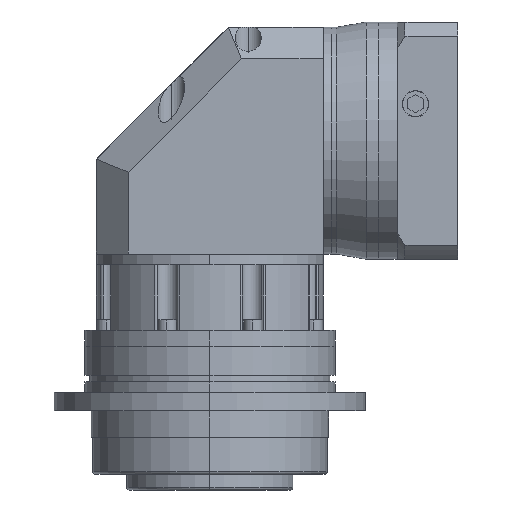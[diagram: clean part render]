
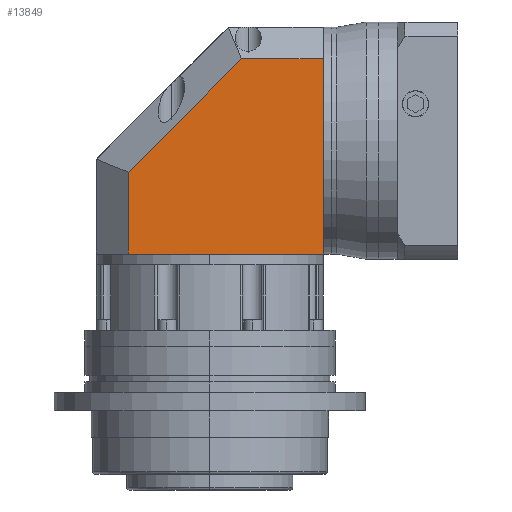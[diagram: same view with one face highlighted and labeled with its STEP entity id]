
A CAD part, left-side view. The second image highlights one B-rep face of the part: STEP entity #13849.
In plain terms, the highlighted planar face has unit normal (-1, 0, 0).
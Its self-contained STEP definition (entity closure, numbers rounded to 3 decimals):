
#15 = AXIS2_PLACEMENT_3D ( 'NONE', #12094, #7301, #115 ) ;
#115 = DIRECTION ( 'NONE',  ( 0., 0., -1. ) ) ;
#244 = EDGE_CURVE ( 'NONE', #15358, #7592, #9258, .T. ) ;
#288 = VERTEX_POINT ( 'NONE', #3118 ) ;
#595 = CARTESIAN_POINT ( 'NONE',  ( -43., -43., 74. ) ) ;
#659 = DIRECTION ( 'NONE',  ( 0., 0., -1. ) ) ;
#872 = EDGE_CURVE ( 'NONE', #5840, #15358, #4114, .T. ) ;
#890 = EDGE_CURVE ( 'NONE', #7592, #9834, #7326, .T. ) ;
#952 = VECTOR ( 'NONE', #10221, 1000. ) ;
#1171 = EDGE_CURVE ( 'NONE', #4564, #288, #9593, .T. ) ;
#2037 = CARTESIAN_POINT ( 'NONE',  ( -43., -43., 86. ) ) ;
#2075 = EDGE_CURVE ( 'NONE', #9834, #4564, #12841, .T. ) ;
#2289 = DIRECTION ( 'NONE',  ( 0., -1., 0. ) ) ;
#2931 = CARTESIAN_POINT ( 'NONE',  ( -43., -43., 43. ) ) ;
#3118 = CARTESIAN_POINT ( 'NONE',  ( -43., -43., 0. ) ) ;
#3383 = CARTESIAN_POINT ( 'NONE',  ( -43., 0., 0. ) ) ;
#3854 = ORIENTED_EDGE ( 'NONE', *, *, #244, .T. ) ;
#4114 = LINE ( 'NONE', #595, #952 ) ;
#4154 = VERTEX_POINT ( 'NONE', #2931 ) ;
#4302 = CARTESIAN_POINT ( 'NONE',  ( -43., -43., 86. ) ) ;
#4564 = VERTEX_POINT ( 'NONE', #3383 ) ;
#4610 = ORIENTED_EDGE ( 'NONE', *, *, #872, .T. ) ;
#5183 = CARTESIAN_POINT ( 'NONE',  ( -43., 31., 31.029 ) ) ;
#5413 = CARTESIAN_POINT ( 'NONE',  ( -43., 34.515, 27.515 ) ) ;
#5539 = LINE ( 'NONE', #4302, #14353 ) ;
#5840 = VERTEX_POINT ( 'NONE', #14592 ) ;
#5936 = ORIENTED_EDGE ( 'NONE', *, *, #2075, .T. ) ;
#6058 = VECTOR ( 'NONE', #6619, 1000. ) ;
#6619 = DIRECTION ( 'NONE',  ( 0., 0.707, -0.707 ) ) ;
#6633 = CARTESIAN_POINT ( 'NONE',  ( -43., 31., 86. ) ) ;
#7301 = DIRECTION ( 'NONE',  ( 1., 0., 0. ) ) ;
#7326 = LINE ( 'NONE', #6633, #7682 ) ;
#7592 = VERTEX_POINT ( 'NONE', #5183 ) ;
#7682 = VECTOR ( 'NONE', #659, 1000. ) ;
#7716 = ORIENTED_EDGE ( 'NONE', *, *, #890, .T. ) ;
#8656 = FACE_OUTER_BOUND ( 'NONE', #15014, .T. ) ;
#9231 = DIRECTION ( 'NONE',  ( 0., 0., -1. ) ) ;
#9258 = LINE ( 'NONE', #5413, #6058 ) ;
#9500 = CARTESIAN_POINT ( 'NONE',  ( -43., -11.971, 74. ) ) ;
#9593 = LINE ( 'NONE', #14825, #12388 ) ;
#9834 = VERTEX_POINT ( 'NONE', #10649 ) ;
#10221 = DIRECTION ( 'NONE',  ( 0., 1., 0. ) ) ;
#10320 = EDGE_CURVE ( 'NONE', #4154, #288, #5539, .T. ) ;
#10397 = ORIENTED_EDGE ( 'NONE', *, *, #13021, .F. ) ;
#10649 = CARTESIAN_POINT ( 'NONE',  ( -43., 31., 0. ) ) ;
#11521 = VECTOR ( 'NONE', #9231, 1000. ) ;
#12094 = CARTESIAN_POINT ( 'NONE',  ( -43., -43., 86. ) ) ;
#12388 = VECTOR ( 'NONE', #12482, 1000. ) ;
#12419 = VECTOR ( 'NONE', #2289, 1000. ) ;
#12482 = DIRECTION ( 'NONE',  ( 0., -1., 0. ) ) ;
#12753 = DIRECTION ( 'NONE',  ( 0., 0., -1. ) ) ;
#12841 = LINE ( 'NONE', #13086, #12419 ) ;
#13021 = EDGE_CURVE ( 'NONE', #5840, #4154, #14695, .T. ) ;
#13086 = CARTESIAN_POINT ( 'NONE',  ( -43., -43., 0. ) ) ;
#13257 = ORIENTED_EDGE ( 'NONE', *, *, #1171, .T. ) ;
#13849 = ADVANCED_FACE ( 'NONE', ( #8656 ), #14484, .F. ) ;
#14353 = VECTOR ( 'NONE', #12753, 1000. ) ;
#14484 = PLANE ( 'NONE',  #15 ) ;
#14592 = CARTESIAN_POINT ( 'NONE',  ( -43., -43., 74. ) ) ;
#14695 = LINE ( 'NONE', #2037, #11521 ) ;
#14825 = CARTESIAN_POINT ( 'NONE',  ( -43., -43., 0. ) ) ;
#15014 = EDGE_LOOP ( 'NONE', ( #3854, #7716, #5936, #13257, #15296, #10397, #4610 ) ) ;
#15296 = ORIENTED_EDGE ( 'NONE', *, *, #10320, .F. ) ;
#15358 = VERTEX_POINT ( 'NONE', #9500 ) ;
